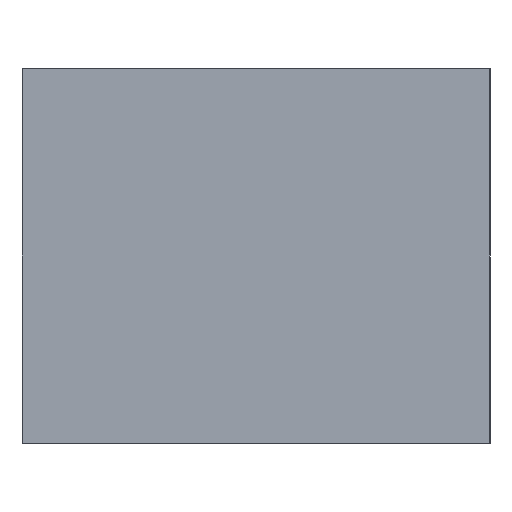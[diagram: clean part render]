
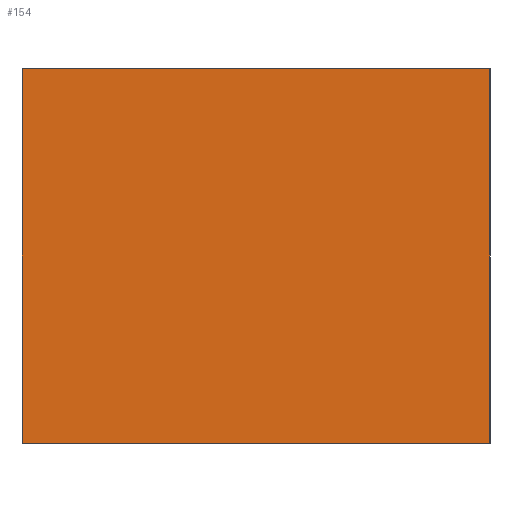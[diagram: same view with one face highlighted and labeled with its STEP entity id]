
A CAD part, left-side view. The second image highlights one B-rep face of the part: STEP entity #154.
In plain terms, the highlighted face is planar.
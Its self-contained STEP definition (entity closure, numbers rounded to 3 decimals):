
#24=ORIENTED_EDGE('',*,*,#48,.T.);
#25=ORIENTED_EDGE('',*,*,#49,.T.);
#26=ORIENTED_EDGE('',*,*,#50,.T.);
#27=ORIENTED_EDGE('',*,*,#51,.T.);
#48=EDGE_CURVE('',#60,#61,#68,.T.);
#49=EDGE_CURVE('',#61,#62,#69,.T.);
#50=EDGE_CURVE('',#62,#63,#70,.T.);
#51=EDGE_CURVE('',#63,#60,#71,.T.);
#60=VERTEX_POINT('',#205);
#61=VERTEX_POINT('',#206);
#62=VERTEX_POINT('',#208);
#63=VERTEX_POINT('',#210);
#68=LINE('',#204,#80);
#69=LINE('',#207,#81);
#70=LINE('',#209,#82);
#71=LINE('',#211,#83);
#80=VECTOR('',#178,1000.);
#81=VECTOR('',#179,1000.);
#82=VECTOR('',#180,1000.);
#83=VECTOR('',#181,1000.);
#92=EDGE_LOOP('',(#24,#25,#26,#27));
#98=FACE_BOUND('',#92,.T.);
#104=PLANE('',#167);
#154=ADVANCED_FACE('',(#98),#104,.T.);
#167=AXIS2_PLACEMENT_3D('',#203,#176,#177);
#176=DIRECTION('',(0.,1.,0.));
#177=DIRECTION('',(0.,0.,1.));
#178=DIRECTION('',(0.,0.,1.));
#179=DIRECTION('',(1.,0.,0.));
#180=DIRECTION('',(0.,0.,-1.));
#181=DIRECTION('',(-1.,0.,0.));
#203=CARTESIAN_POINT('',(0.,1.,0.));
#204=CARTESIAN_POINT('',(-0.625,1.,-0.5));
#205=CARTESIAN_POINT('',(-0.625,1.,-0.5));
#206=CARTESIAN_POINT('',(-0.625,1.,0.5));
#207=CARTESIAN_POINT('',(-0.625,1.,0.5));
#208=CARTESIAN_POINT('',(0.625,1.,0.5));
#209=CARTESIAN_POINT('',(0.625,1.,0.5));
#210=CARTESIAN_POINT('',(0.625,1.,-0.5));
#211=CARTESIAN_POINT('',(0.625,1.,-0.5));
